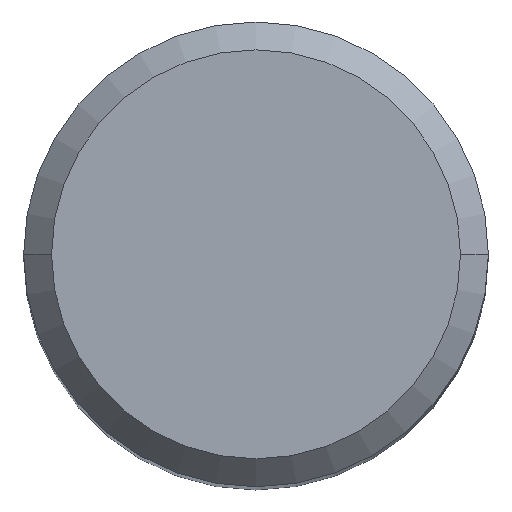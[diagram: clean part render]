
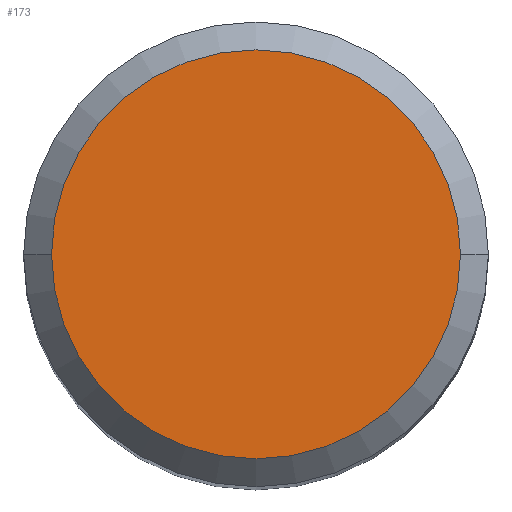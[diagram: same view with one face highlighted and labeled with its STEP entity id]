
A CAD part, top view. The second image highlights one B-rep face of the part: STEP entity #173.
In plain terms, the highlighted planar face has unit normal (0, 0, 1).
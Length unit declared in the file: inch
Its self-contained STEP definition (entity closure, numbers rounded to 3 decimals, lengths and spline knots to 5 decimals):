
#13 = EDGE_CURVE ( 'NONE', #138, #315, #53, .T. ) ;
#21 = EDGE_CURVE ( 'NONE', #315, #138, #344, .T. ) ;
#53 = CIRCLE ( 'NONE', #456, 0.11 ) ;
#73 = CARTESIAN_POINT ( 'NONE',  ( 0.11, 0., 0. ) ) ;
#84 = DIRECTION ( 'NONE',  ( 1., 0., 0. ) ) ;
#91 = DIRECTION ( 'NONE',  ( 0., 0., -1. ) ) ;
#138 = VERTEX_POINT ( 'NONE', #373 ) ;
#161 = FACE_OUTER_BOUND ( 'NONE', #337, .T. ) ;
#173 = ADVANCED_FACE ( 'NONE', ( #161 ), #257, .F. ) ;
#209 = AXIS2_PLACEMENT_3D ( 'NONE', #262, #91, #450 ) ;
#223 = CARTESIAN_POINT ( 'NONE',  ( 0., 0., 0. ) ) ;
#238 = ORIENTED_EDGE ( 'NONE', *, *, #21, .T. ) ;
#257 = PLANE ( 'NONE',  #209 ) ;
#262 = CARTESIAN_POINT ( 'NONE',  ( 0., 0.11, 0. ) ) ;
#292 = DIRECTION ( 'NONE',  ( 1., 0., 0. ) ) ;
#315 = VERTEX_POINT ( 'NONE', #73 ) ;
#337 = EDGE_LOOP ( 'NONE', ( #424, #238 ) ) ;
#344 = CIRCLE ( 'NONE', #385, 0.11 ) ;
#368 = CARTESIAN_POINT ( 'NONE',  ( 0., 0., 0. ) ) ;
#373 = CARTESIAN_POINT ( 'NONE',  ( -0.11, 0., 0. ) ) ;
#385 = AXIS2_PLACEMENT_3D ( 'NONE', #368, #439, #292 ) ;
#401 = DIRECTION ( 'NONE',  ( 0., 0., 1. ) ) ;
#424 = ORIENTED_EDGE ( 'NONE', *, *, #13, .T. ) ;
#439 = DIRECTION ( 'NONE',  ( 0., 0., 1. ) ) ;
#450 = DIRECTION ( 'NONE',  ( -1., 0., 0. ) ) ;
#456 = AXIS2_PLACEMENT_3D ( 'NONE', #223, #401, #84 ) ;
